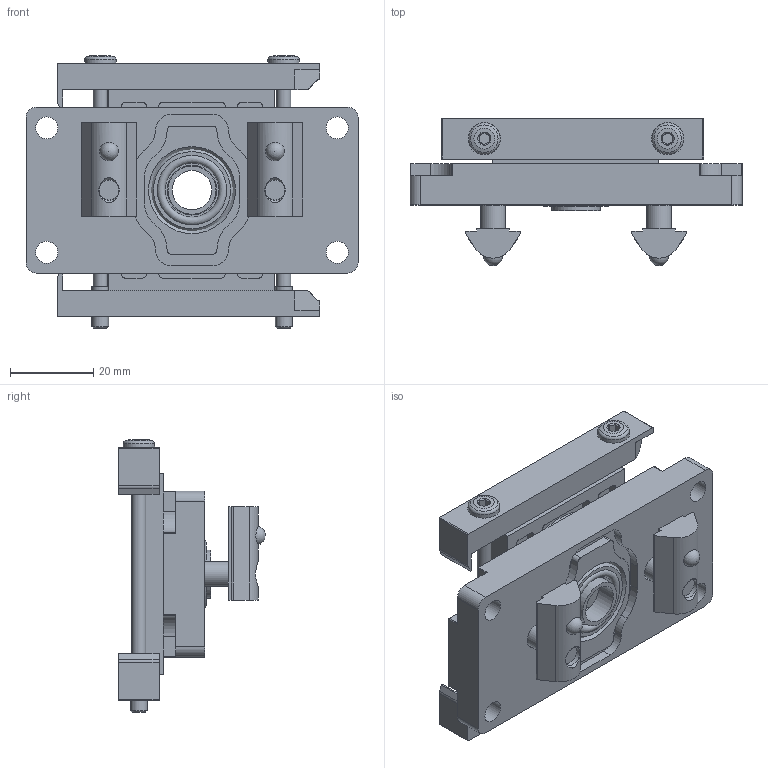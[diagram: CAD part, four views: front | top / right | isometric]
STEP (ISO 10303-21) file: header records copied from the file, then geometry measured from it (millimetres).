
FILE_DESCRIPTION(/* description */ ('STEP AP214'),/* implementation_level */ '2;1');
FILE_NAME(/* name */ '543499_MS6-A-IPM-80',/* time_stamp */ '2024-09-10T14:45:55+02:00',/* author */ ('License CC BY-ND 4.0'),/* organization */ ('CADENAS'),/* preprocessor_version */ 'ST-DEVELOPER v19.3',/* originating_system */ 'PARTsolutions',/* authorisation */ ' ');
FILE_SCHEMA (('AUTOMOTIVE_DESIGN {1 0 10303 214 3 1 1}'));
Length unit declared in the file: millimetre
Products named in the file (10): 543499 MS6-A-IPM-80; 543494 MS4-E-IPM-40-80---(platte); 705677 MS6-IPM_ROH; 5206604 MS6-MV-B---(0_p); 8134994 MS6-MV-B---(0_p); 697218 MS4-6-IPM---(hs); 200931 O-RING 13x2---(or); 327382 O-Ring; Senkschraube DIN 7991 M6x20; 391572 MS4-IPM-NUTENSTEIN---(ns)
Assembly tree (11 placements, depth 2):
  543499 MS6-A-IPM-80
    543494 MS4-E-IPM-40-80---(platte)
    705677 MS6-IPM_ROH
    5206604 MS6-MV-B---(0_p)
    8134994 MS6-MV-B---(0_p)
    697218 MS4-6-IPM---(hs)
    200931 O-RING 13x2---(or)
    327382 O-Ring
    Senkschraube DIN 7991 M6x20  x2
    391572 MS4-IPM-NUTENSTEIN---(ns)  x2
Bounding box: 80 x 35.45 x 65.7 mm (x, y, z)
Volume: 48229 mm3; surface area: 29801.2 mm2
Topology: 11 solids, 11 shells, 510 faces, 1320 edges, 863 vertices
Faces by surface type: plane 263, cylinder 197, cone 32, torus 16, sphere 2
Full cylindrical faces by diameter (mm): 3.242 x2, 3.4 x2, 4 x2, 4.5 x2, 4.6 x2, 4.917 x2, 5.3 x4, 6 x2, 6.6 x2, 7.6 x2, 7.8 x2, 9.5 x1, 11.6 x1, 12 x2, 13 x2, 16.7 x1, 17.6 x1, 18.631 x1, 19.1 x2, 20.96 x1, 21.3 x2, 21.6 x1, 21.7 x1, 22.6 x1, 24.7 x1, 25.1 x1, 27.5 x1, 34.6 x1
Entity records: 15392 total; most frequent: CARTESIAN_POINT 2603, DIRECTION 2456, ORIENTED_EDGE 2252, EDGE_CURVE 1126, AXIS2_PLACEMENT_3D 899, VERTEX_POINT 787, LINE 658, VECTOR 658
